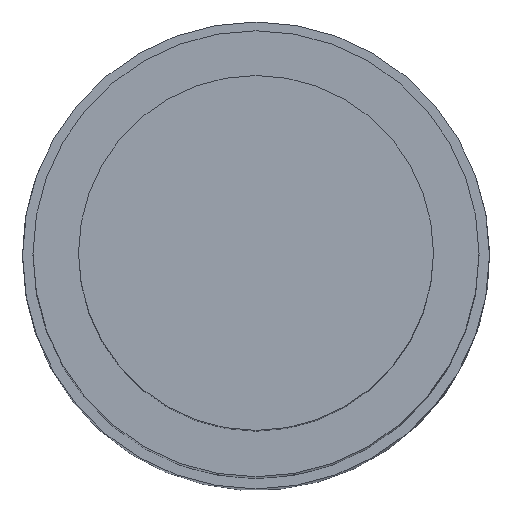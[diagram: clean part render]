
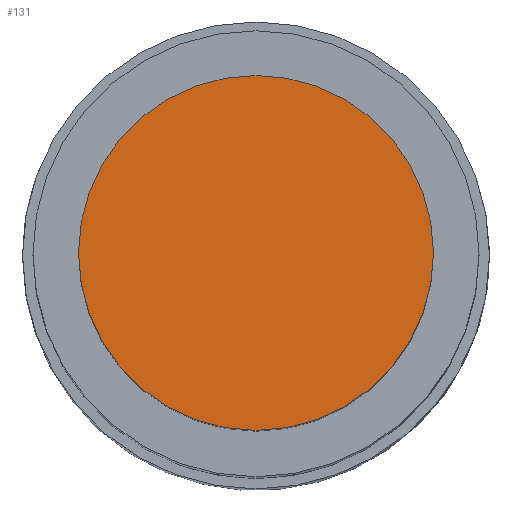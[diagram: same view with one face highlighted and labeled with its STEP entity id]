
A CAD part, top view. The second image highlights one B-rep face of the part: STEP entity #131.
In plain terms, the highlighted planar face has unit normal (0, 0, 1).
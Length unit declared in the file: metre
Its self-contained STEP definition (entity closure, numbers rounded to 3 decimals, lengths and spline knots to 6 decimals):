
#23=PLANE('',#161);
#45=ORIENTED_EDGE('',*,*,#65,.F.);
#65=EDGE_CURVE('',#77,#77,#84,.T.);
#77=VERTEX_POINT('',#254);
#84=CIRCLE('',#160,0.002375);
#98=EDGE_LOOP('',(#45));
#116=FACE_BOUND('',#98,.T.);
#131=ADVANCED_FACE('',(#116),#23,.F.);
#160=AXIS2_PLACEMENT_3D('',#253,#194,#195);
#161=AXIS2_PLACEMENT_3D('',#255,#196,#197);
#194=DIRECTION('',(0.,0.,-1.));
#195=DIRECTION('',(-1.,0.,0.));
#196=DIRECTION('',(0.,0.,-1.));
#197=DIRECTION('',(-1.,0.,0.));
#253=CARTESIAN_POINT('',(0.,-0.052672,0.031071));
#254=CARTESIAN_POINT('',(-0.002375,-0.052672,0.031071));
#255=CARTESIAN_POINT('',(0.001187,-0.052672,0.031071));
